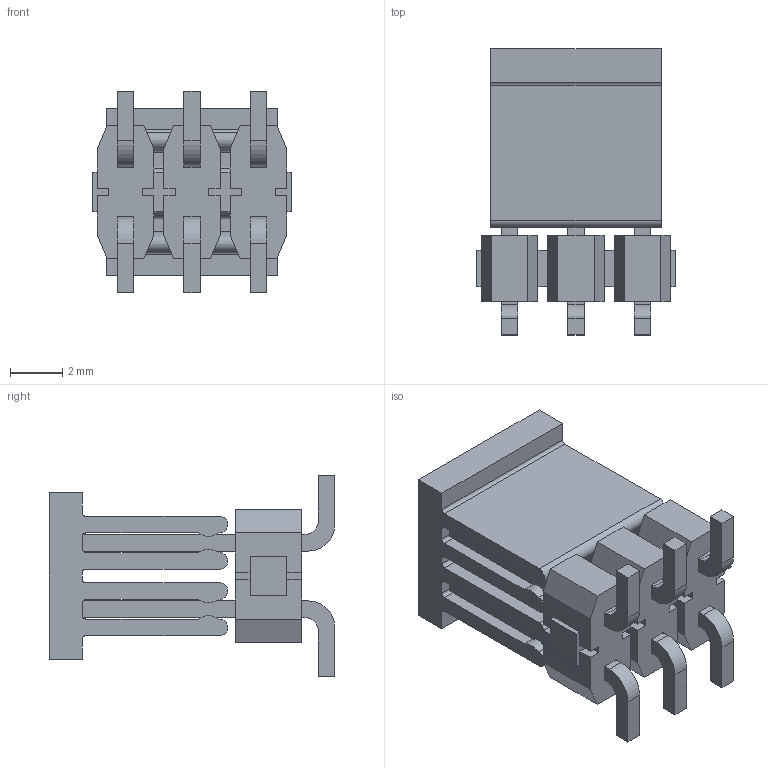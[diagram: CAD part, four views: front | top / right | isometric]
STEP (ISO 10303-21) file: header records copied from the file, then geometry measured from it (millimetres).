
FILE_DESCRIPTION(/* description */ ('STEP AP242','CAx-IF Rec.Pracs.---Representation and Presentation of Product Manufacturing Information (PMI)---4.0---2014-10-13','CAx-IF Rec.Pracs.---3D Tessellated Geometry---0.4---2014-09-14','2;1'),/* implementation_level */ '2;1');
FILE_NAME(/* name */ 'TSM-103-01-L-DV-P-TR',/* time_stamp */ '2026-02-23T16:31:05+01:00',/* author */ ('License CC BY-ND 4.0'),/* organization */ ('CADENAS'),/* preprocessor_version */ 'ST-DEVELOPER v20',/* originating_system */ 'PARTsolutions',/* authorisation */ ' ');
FILE_SCHEMA (('AP242_MANAGED_MODEL_BASED_3D_ENGINEERING_MIM_LF { 1 0 10303 442 1 1 4 }'));
Length unit declared in the file: inch
Products named in the file (5): TSM-103-01-L-DV-P-TR; TSM-103-01-DV_body; PPP-06-01-3--DV; T-1S6-16-L(-01-3-DV); T-1S6-16-L(-01-3-DV)2
Assembly tree (4 placements, depth 2):
  TSM-103-01-L-DV-P-TR
    TSM-103-01-DV_body
    PPP-06-01-3--DV
    T-1S6-16-L(-01-3-DV)
    T-1S6-16-L(-01-3-DV)2
Bounding box: 7.62 x 10.92 x 7.7 mm (x, y, z)
Volume: 248.3 mm3; surface area: 839.7 mm2
Topology: 4 solids, 4 shells, 264 faces, 768 edges, 512 vertices
Faces by surface type: plane 236, cylinder 28
Entity records: 8735 total; most frequent: CARTESIAN_POINT 1549, ORIENTED_EDGE 1536, DIRECTION 1362, EDGE_CURVE 768, LINE 712, VECTOR 712, VERTEX_POINT 512, AXIS2_PLACEMENT_3D 325
